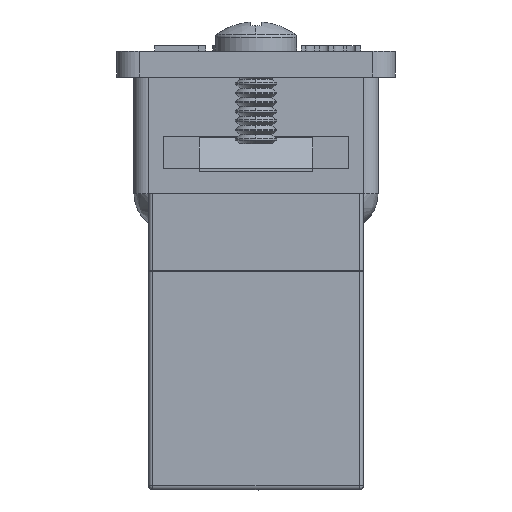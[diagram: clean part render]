
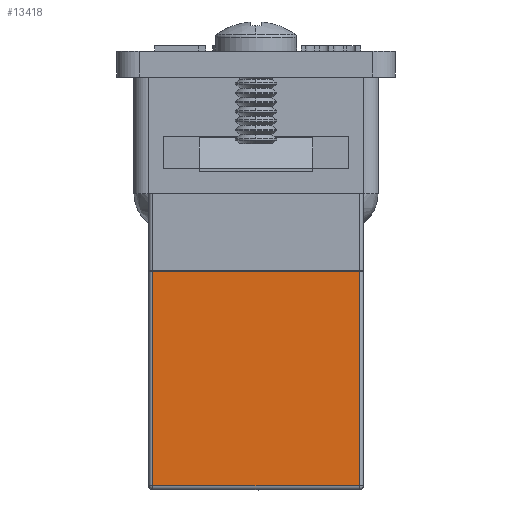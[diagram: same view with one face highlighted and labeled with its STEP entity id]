
A CAD part, front view. The second image highlights one B-rep face of the part: STEP entity #13418.
In plain terms, the highlighted face is planar.
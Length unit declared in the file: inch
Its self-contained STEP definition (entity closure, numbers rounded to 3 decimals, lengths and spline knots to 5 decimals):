
#285 = CARTESIAN_POINT ( 'NONE',  ( 0.27756, -0.00197, -0.3248 ) ) ;
#303 = CARTESIAN_POINT ( 'NONE',  ( -0.27756, -0.00197, -0.3248 ) ) ;
#2007 = CARTESIAN_POINT ( 'NONE',  ( -0.28937, -0.57874, -0.3248 ) ) ;
#2028 = CARTESIAN_POINT ( 'NONE',  ( -0.27756, 0.59055, -0.3248 ) ) ;
#2031 = DIRECTION ( 'NONE',  ( 0., 1., 0. ) ) ;
#2033 = DIRECTION ( 'NONE',  ( -1., 0., 0. ) ) ;
#2037 = CARTESIAN_POINT ( 'NONE',  ( 0.27756, 0.59055, -0.3248 ) ) ;
#2040 = DIRECTION ( 'NONE',  ( 0., -1., 0. ) ) ;
#2041 = CARTESIAN_POINT ( 'NONE',  ( -0.28937, -0.00197, -0.3248 ) ) ;
#2044 = DIRECTION ( 'NONE',  ( -1., 0., 0. ) ) ;
#2870 = CARTESIAN_POINT ( 'NONE',  ( -0.28937, 0.59055, -0.3248 ) ) ;
#2877 = PLANE ( 'NONE',  #19732 ) ;
#2879 = DIRECTION ( 'NONE',  ( 0., 0., 1. ) ) ;
#2880 = DIRECTION ( 'NONE',  ( 1., 0., 0. ) ) ;
#3474 = VERTEX_POINT ( 'NONE', #21348 ) ;
#3493 = VERTEX_POINT ( 'NONE', #21351 ) ;
#3548 = VERTEX_POINT ( 'NONE', #285 ) ;
#3568 = VERTEX_POINT ( 'NONE', #303 ) ;
#13418 = ADVANCED_FACE ( 'NONE', ( #20859 ), #2877, .F. ) ;
#15810 = EDGE_CURVE ( 'NONE', #3474, #3568, #21184, .T. ) ;
#15811 = EDGE_CURVE ( 'NONE', #3493, #3474, #21165, .T. ) ;
#15812 = EDGE_CURVE ( 'NONE', #3548, #3493, #21192, .T. ) ;
#15813 = EDGE_CURVE ( 'NONE', #3548, #3568, #21196, .T. ) ;
#17688 = EDGE_LOOP ( 'NONE', ( #19160, #19261, #19350, #18906 ) ) ;
#18906 = ORIENTED_EDGE ( 'NONE', *, *, #15810, .T. ) ;
#19160 = ORIENTED_EDGE ( 'NONE', *, *, #15813, .F. ) ;
#19261 = ORIENTED_EDGE ( 'NONE', *, *, #15812, .T. ) ;
#19350 = ORIENTED_EDGE ( 'NONE', *, *, #15811, .T. ) ;
#19732 = AXIS2_PLACEMENT_3D ( 'NONE', #2870, #2879, #2880 ) ;
#20859 = FACE_OUTER_BOUND ( 'NONE', #17688, .T. ) ;
#21165 = LINE ( 'NONE', #2007, #21194 ) ;
#21184 = LINE ( 'NONE', #2028, #21190 ) ;
#21190 = VECTOR ( 'NONE', #2031, 39.37008 ) ;
#21192 = LINE ( 'NONE', #2037, #21198 ) ;
#21194 = VECTOR ( 'NONE', #2033, 39.37008 ) ;
#21196 = LINE ( 'NONE', #2041, #21202 ) ;
#21198 = VECTOR ( 'NONE', #2040, 39.37008 ) ;
#21202 = VECTOR ( 'NONE', #2044, 39.37008 ) ;
#21348 = CARTESIAN_POINT ( 'NONE',  ( -0.27756, -0.57874, -0.3248 ) ) ;
#21351 = CARTESIAN_POINT ( 'NONE',  ( 0.27756, -0.57874, -0.3248 ) ) ;
